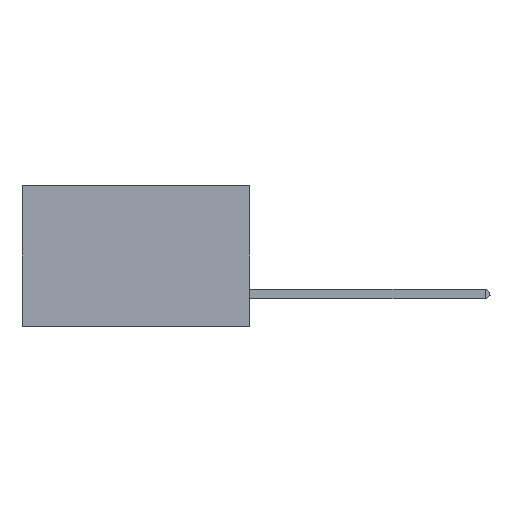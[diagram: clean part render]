
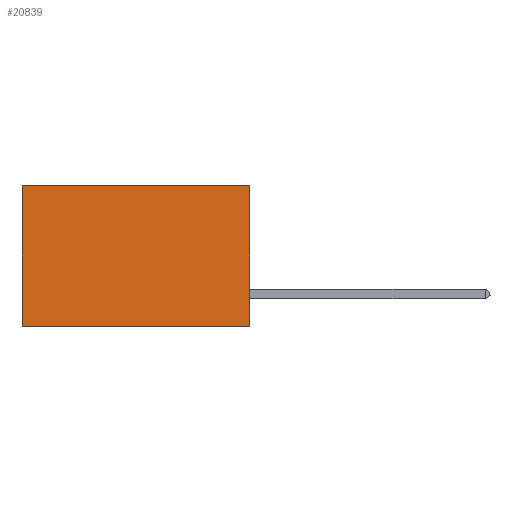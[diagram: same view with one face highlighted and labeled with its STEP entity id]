
A CAD part, left-side view. The second image highlights one B-rep face of the part: STEP entity #20839.
In plain terms, the highlighted planar face has unit normal (-1, 0, 0).
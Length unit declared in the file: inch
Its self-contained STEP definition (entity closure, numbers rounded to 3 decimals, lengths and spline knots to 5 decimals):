
#83 = EDGE_CURVE ( 'NONE', #17154, #4921, #7261, .T. ) ;
#1441 = EDGE_CURVE ( 'NONE', #4921, #2985, #15782, .T. ) ;
#2985 = VERTEX_POINT ( 'NONE', #17666 ) ;
#3275 = EDGE_CURVE ( 'NONE', #5138, #2985, #6892, .T. ) ;
#3817 = VECTOR ( 'NONE', #6940, 39.37008 ) ;
#3948 = ORIENTED_EDGE ( 'NONE', *, *, #1441, .F. ) ;
#4495 = DIRECTION ( 'NONE',  ( 0., 1., 0. ) ) ;
#4921 = VERTEX_POINT ( 'NONE', #9809 ) ;
#5016 = PLANE ( 'NONE',  #9648 ) ;
#5138 = VERTEX_POINT ( 'NONE', #8236 ) ;
#5145 = VECTOR ( 'NONE', #4495, 39.37008 ) ;
#6108 = ORIENTED_EDGE ( 'NONE', *, *, #13125, .T. ) ;
#6233 = LINE ( 'NONE', #8769, #10256 ) ;
#6679 = CARTESIAN_POINT ( 'NONE',  ( 0.2875, 0., 0. ) ) ;
#6892 = LINE ( 'NONE', #8426, #3817 ) ;
#6940 = DIRECTION ( 'NONE',  ( 0., 0., -1. ) ) ;
#7261 = LINE ( 'NONE', #16330, #13813 ) ;
#8096 = DIRECTION ( 'NONE',  ( 1., 0., 0. ) ) ;
#8236 = CARTESIAN_POINT ( 'NONE',  ( 0.2875, 0.6, 0. ) ) ;
#8419 = DIRECTION ( 'NONE',  ( 0., 0., -1. ) ) ;
#8426 = CARTESIAN_POINT ( 'NONE',  ( 0.2875, 0.6, 0. ) ) ;
#8769 = CARTESIAN_POINT ( 'NONE',  ( 0.2875, 0., 0. ) ) ;
#9648 = AXIS2_PLACEMENT_3D ( 'NONE', #6679, #8096, #14581 ) ;
#9809 = CARTESIAN_POINT ( 'NONE',  ( 0.2875, 0., -0.37 ) ) ;
#10256 = VECTOR ( 'NONE', #19951, 39.37008 ) ;
#11359 = CARTESIAN_POINT ( 'NONE',  ( 0.2875, 0., 0. ) ) ;
#13125 = EDGE_CURVE ( 'NONE', #17154, #5138, #6233, .T. ) ;
#13813 = VECTOR ( 'NONE', #8419, 39.37008 ) ;
#14581 = DIRECTION ( 'NONE',  ( 0., 0., -1. ) ) ;
#15171 = EDGE_LOOP ( 'NONE', ( #17542, #3948, #18024, #6108 ) ) ;
#15782 = LINE ( 'NONE', #17502, #5145 ) ;
#16330 = CARTESIAN_POINT ( 'NONE',  ( 0.2875, 0., 0. ) ) ;
#17154 = VERTEX_POINT ( 'NONE', #11359 ) ;
#17502 = CARTESIAN_POINT ( 'NONE',  ( 0.2875, 0., -0.37 ) ) ;
#17542 = ORIENTED_EDGE ( 'NONE', *, *, #3275, .T. ) ;
#17666 = CARTESIAN_POINT ( 'NONE',  ( 0.2875, 0.6, -0.37 ) ) ;
#18024 = ORIENTED_EDGE ( 'NONE', *, *, #83, .F. ) ;
#18576 = FACE_OUTER_BOUND ( 'NONE', #15171, .T. ) ;
#19951 = DIRECTION ( 'NONE',  ( 0., 1., 0. ) ) ;
#20839 = ADVANCED_FACE ( 'NONE', ( #18576 ), #5016, .F. ) ;
